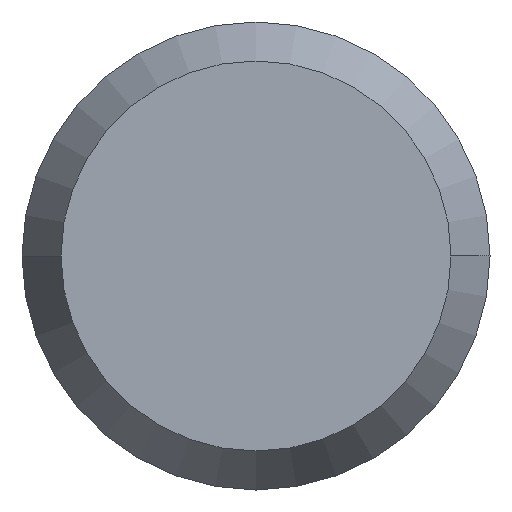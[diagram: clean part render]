
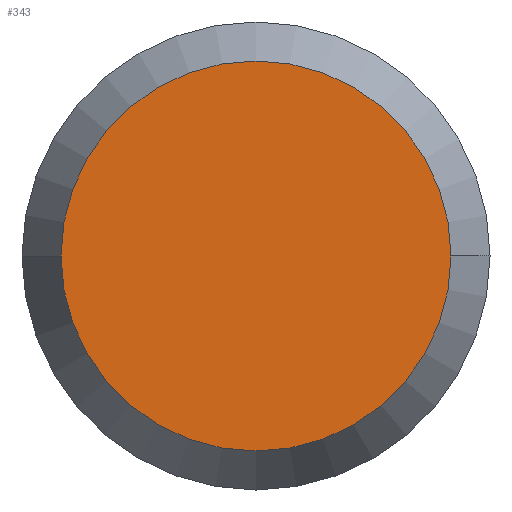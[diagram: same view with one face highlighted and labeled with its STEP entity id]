
A CAD part, front view. The second image highlights one B-rep face of the part: STEP entity #343.
In plain terms, the highlighted planar face has unit normal (0, -1, 0).
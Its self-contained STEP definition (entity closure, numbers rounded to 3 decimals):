
#30 = AXIS2_PLACEMENT_3D ( 'NONE', #145, #380, #55 ) ;
#34 = VERTEX_POINT ( 'NONE', #132 ) ;
#48 = CIRCLE ( 'NONE', #131, 5. ) ;
#55 = DIRECTION ( 'NONE',  ( -1., 0., 0. ) ) ;
#68 = ORIENTED_EDGE ( 'NONE', *, *, #393, .T. ) ;
#80 = CARTESIAN_POINT ( 'NONE',  ( 5., 0., 0. ) ) ;
#83 = DIRECTION ( 'NONE',  ( 0., 1., 0. ) ) ;
#90 = EDGE_LOOP ( 'NONE', ( #68, #219 ) ) ;
#126 = CARTESIAN_POINT ( 'NONE',  ( 0., 0., 0. ) ) ;
#131 = AXIS2_PLACEMENT_3D ( 'NONE', #180, #278, #332 ) ;
#132 = CARTESIAN_POINT ( 'NONE',  ( -5., 0., 0. ) ) ;
#145 = CARTESIAN_POINT ( 'NONE',  ( 0., 0., 0. ) ) ;
#180 = CARTESIAN_POINT ( 'NONE',  ( 0., 0., 0. ) ) ;
#191 = VERTEX_POINT ( 'NONE', #80 ) ;
#219 = ORIENTED_EDGE ( 'NONE', *, *, #368, .T. ) ;
#254 = DIRECTION ( 'NONE',  ( -1., 0., 0. ) ) ;
#278 = DIRECTION ( 'NONE',  ( 0., -1., 0. ) ) ;
#307 = FACE_OUTER_BOUND ( 'NONE', #90, .T. ) ;
#332 = DIRECTION ( 'NONE',  ( -1., 0., 0. ) ) ;
#343 = ADVANCED_FACE ( 'NONE', ( #307 ), #398, .F. ) ;
#366 = CIRCLE ( 'NONE', #30, 5. ) ;
#368 = EDGE_CURVE ( 'NONE', #191, #34, #366, .T. ) ;
#372 = AXIS2_PLACEMENT_3D ( 'NONE', #126, #83, #254 ) ;
#380 = DIRECTION ( 'NONE',  ( 0., -1., 0. ) ) ;
#393 = EDGE_CURVE ( 'NONE', #34, #191, #48, .T. ) ;
#398 = PLANE ( 'NONE',  #372 ) ;
